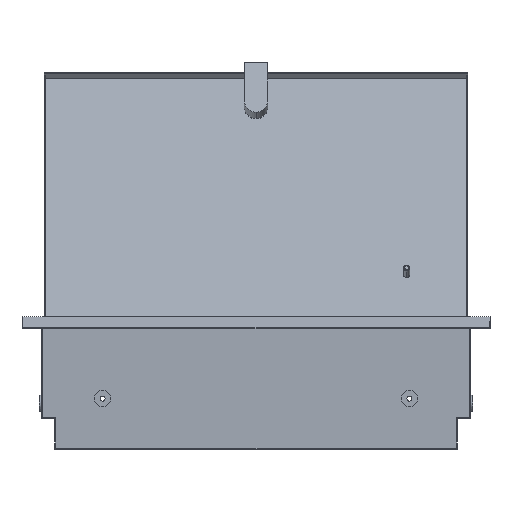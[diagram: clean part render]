
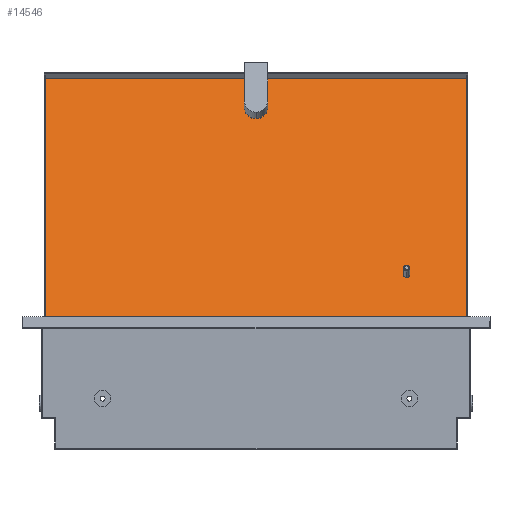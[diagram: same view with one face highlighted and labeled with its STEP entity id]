
A CAD part, left-side view. The second image highlights one B-rep face of the part: STEP entity #14546.
In plain terms, the highlighted face is planar.
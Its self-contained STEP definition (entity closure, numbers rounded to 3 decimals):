
#184 = AXIS2_PLACEMENT_3D ( 'NONE', #3605, #9028, #15300 ) ;
#203 = CARTESIAN_POINT ( 'NONE',  ( -132., 0., -1. ) ) ;
#716 = EDGE_CURVE ( 'NONE', #20063, #9700, #8114, .T. ) ;
#904 = DIRECTION ( 'NONE',  ( 0., 0., 1. ) ) ;
#1142 = CARTESIAN_POINT ( 'NONE',  ( 76., -148., -1. ) ) ;
#1827 = AXIS2_PLACEMENT_3D ( 'NONE', #16319, #27286, #17197 ) ;
#2287 = VERTEX_POINT ( 'NONE', #7147 ) ;
#2544 = ORIENTED_EDGE ( 'NONE', *, *, #20473, .F. ) ;
#3605 = CARTESIAN_POINT ( 'NONE',  ( -102., 0., -1. ) ) ;
#3872 = VECTOR ( 'NONE', #23864, 1000. ) ;
#4225 = VERTEX_POINT ( 'NONE', #5678 ) ;
#4309 = ORIENTED_EDGE ( 'NONE', *, *, #17279, .F. ) ;
#4636 = CARTESIAN_POINT ( 'NONE',  ( -90.5, 0., -1. ) ) ;
#4772 = DIRECTION ( 'NONE',  ( 0., 0., 1. ) ) ;
#4949 = DIRECTION ( 'NONE',  ( 1., 0., 0. ) ) ;
#5125 = CARTESIAN_POINT ( 'NONE',  ( 0., -207., -1. ) ) ;
#5420 = CARTESIAN_POINT ( 'NONE',  ( 132., 0., -1. ) ) ;
#5678 = CARTESIAN_POINT ( 'NONE',  ( 132., 207., -1. ) ) ;
#5865 = AXIS2_PLACEMENT_3D ( 'NONE', #15543, #4772, #19630 ) ;
#6165 = ORIENTED_EDGE ( 'NONE', *, *, #21168, .F. ) ;
#6462 = LINE ( 'NONE', #5125, #14404 ) ;
#7147 = CARTESIAN_POINT ( 'NONE',  ( -132., 207., -1. ) ) ;
#7411 = DIRECTION ( 'NONE',  ( 0., -1., 0. ) ) ;
#7760 = CARTESIAN_POINT ( 'NONE',  ( -132., -207., -1. ) ) ;
#8078 = CARTESIAN_POINT ( 'NONE',  ( 0., 207., -1. ) ) ;
#8114 = CIRCLE ( 'NONE', #184, 11.5 ) ;
#8559 = CARTESIAN_POINT ( 'NONE',  ( 70., -148., -1. ) ) ;
#9028 = DIRECTION ( 'NONE',  ( 0., 0., 1. ) ) ;
#9532 = ORIENTED_EDGE ( 'NONE', *, *, #15365, .F. ) ;
#9696 = FACE_OUTER_BOUND ( 'NONE', #21605, .T. ) ;
#9700 = VERTEX_POINT ( 'NONE', #19255 ) ;
#10213 = ORIENTED_EDGE ( 'NONE', *, *, #716, .T. ) ;
#10968 = CIRCLE ( 'NONE', #1827, 3. ) ;
#11078 = EDGE_LOOP ( 'NONE', ( #26473, #6165 ) ) ;
#11254 = LINE ( 'NONE', #5420, #23816 ) ;
#11264 = EDGE_LOOP ( 'NONE', ( #10213, #17843 ) ) ;
#12133 = CARTESIAN_POINT ( 'NONE',  ( 0., 0., -1. ) ) ;
#12393 = EDGE_CURVE ( 'NONE', #20057, #20395, #6462, .T. ) ;
#13525 = DIRECTION ( 'NONE',  ( 0., 1., 0. ) ) ;
#13788 = CIRCLE ( 'NONE', #5865, 11.5 ) ;
#14404 = VECTOR ( 'NONE', #20906, 1000. ) ;
#14546 = ADVANCED_FACE ( 'NONE', ( #21881, #9696, #27104 ), #20746, .F. ) ;
#15300 = DIRECTION ( 'NONE',  ( 1., 0., 0. ) ) ;
#15365 = EDGE_CURVE ( 'NONE', #20395, #4225, #11254, .T. ) ;
#15543 = CARTESIAN_POINT ( 'NONE',  ( -102., 0., -1. ) ) ;
#15569 = VERTEX_POINT ( 'NONE', #1142 ) ;
#16319 = CARTESIAN_POINT ( 'NONE',  ( 73., -148., -1. ) ) ;
#16527 = EDGE_CURVE ( 'NONE', #15569, #25759, #24680, .T. ) ;
#17197 = DIRECTION ( 'NONE',  ( 1., 0., 0. ) ) ;
#17269 = LINE ( 'NONE', #203, #23662 ) ;
#17279 = EDGE_CURVE ( 'NONE', #2287, #20057, #17269, .T. ) ;
#17843 = ORIENTED_EDGE ( 'NONE', *, *, #22280, .T. ) ;
#18949 = AXIS2_PLACEMENT_3D ( 'NONE', #24824, #27097, #4949 ) ;
#19255 = CARTESIAN_POINT ( 'NONE',  ( -113.5, 0., -1. ) ) ;
#19630 = DIRECTION ( 'NONE',  ( 1., 0., 0. ) ) ;
#19812 = DIRECTION ( 'NONE',  ( 1., 0., 0. ) ) ;
#20057 = VERTEX_POINT ( 'NONE', #7760 ) ;
#20063 = VERTEX_POINT ( 'NONE', #4636 ) ;
#20256 = LINE ( 'NONE', #8078, #3872 ) ;
#20395 = VERTEX_POINT ( 'NONE', #22501 ) ;
#20473 = EDGE_CURVE ( 'NONE', #4225, #2287, #20256, .T. ) ;
#20746 = PLANE ( 'NONE',  #27293 ) ;
#20906 = DIRECTION ( 'NONE',  ( 1., 0., 0. ) ) ;
#21168 = EDGE_CURVE ( 'NONE', #25759, #15569, #10968, .T. ) ;
#21605 = EDGE_LOOP ( 'NONE', ( #4309, #2544, #9532, #22552 ) ) ;
#21881 = FACE_BOUND ( 'NONE', #11264, .T. ) ;
#22280 = EDGE_CURVE ( 'NONE', #9700, #20063, #13788, .T. ) ;
#22501 = CARTESIAN_POINT ( 'NONE',  ( 132., -207., -1. ) ) ;
#22552 = ORIENTED_EDGE ( 'NONE', *, *, #12393, .F. ) ;
#23662 = VECTOR ( 'NONE', #7411, 1000. ) ;
#23816 = VECTOR ( 'NONE', #13525, 1000. ) ;
#23864 = DIRECTION ( 'NONE',  ( -1., 0., 0. ) ) ;
#24680 = CIRCLE ( 'NONE', #18949, 3. ) ;
#24824 = CARTESIAN_POINT ( 'NONE',  ( 73., -148., -1. ) ) ;
#25759 = VERTEX_POINT ( 'NONE', #8559 ) ;
#26473 = ORIENTED_EDGE ( 'NONE', *, *, #16527, .F. ) ;
#27097 = DIRECTION ( 'NONE',  ( 0., 0., -1. ) ) ;
#27104 = FACE_BOUND ( 'NONE', #11078, .T. ) ;
#27286 = DIRECTION ( 'NONE',  ( 0., 0., -1. ) ) ;
#27293 = AXIS2_PLACEMENT_3D ( 'NONE', #12133, #904, #19812 ) ;
